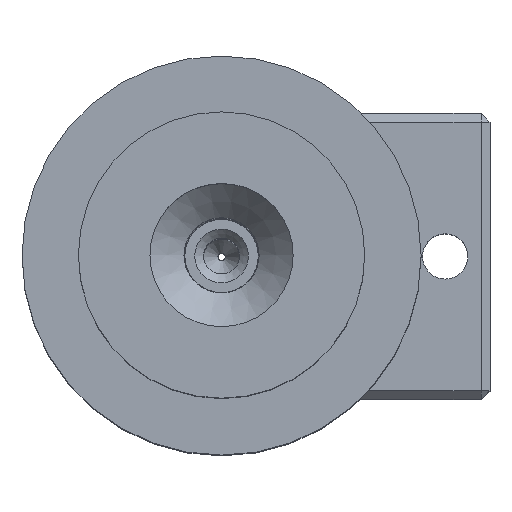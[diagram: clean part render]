
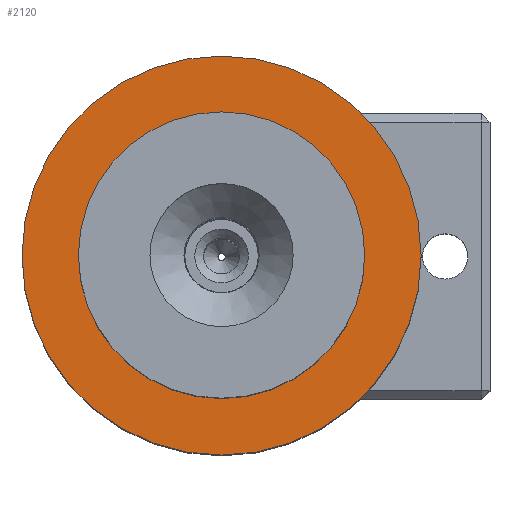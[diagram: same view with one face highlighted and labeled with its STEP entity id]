
A CAD part, top view. The second image highlights one B-rep face of the part: STEP entity #2120.
In plain terms, the highlighted planar face has unit normal (0, 0, 1).
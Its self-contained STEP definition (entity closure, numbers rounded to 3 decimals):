
#452=FACE_BOUND('',#690,.T.);
#522=FACE_OUTER_BOUND('',#689,.T.);
#689=EDGE_LOOP('',(#1542));
#690=EDGE_LOOP('',(#1543));
#866=CIRCLE('',#2358,11.15);
#867=CIRCLE('',#2360,6.42);
#985=VERTEX_POINT('',#3399);
#986=VERTEX_POINT('',#3403);
#1190=EDGE_CURVE('',#985,#985,#866,.T.);
#1192=EDGE_CURVE('',#986,#986,#867,.T.);
#1542=ORIENTED_EDGE('',*,*,#1190,.T.);
#1543=ORIENTED_EDGE('',*,*,#1192,.F.);
#2024=PLANE('',#2359);
#2120=ADVANCED_FACE('',(#522,#452),#2024,.T.);
#2358=AXIS2_PLACEMENT_3D('',#3400,#2739,#2740);
#2359=AXIS2_PLACEMENT_3D('',#3402,#2742,#2743);
#2360=AXIS2_PLACEMENT_3D('',#3404,#2744,#2745);
#2739=DIRECTION('center_axis',(0.,0.,1.));
#2740=DIRECTION('ref_axis',(1.,0.,0.));
#2742=DIRECTION('center_axis',(0.,0.,1.));
#2743=DIRECTION('ref_axis',(1.,0.,0.));
#2744=DIRECTION('center_axis',(0.,0.,1.));
#2745=DIRECTION('ref_axis',(1.,0.,0.));
#3399=CARTESIAN_POINT('',(-11.15,0.,26.));
#3400=CARTESIAN_POINT('Origin',(0.,0.,26.));
#3402=CARTESIAN_POINT('Origin',(6.42,0.,26.));
#3403=CARTESIAN_POINT('',(-6.42,0.,26.));
#3404=CARTESIAN_POINT('Origin',(0.,0.,26.));
